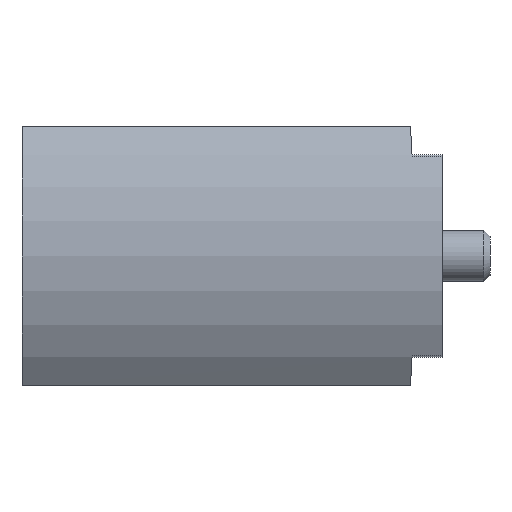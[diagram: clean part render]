
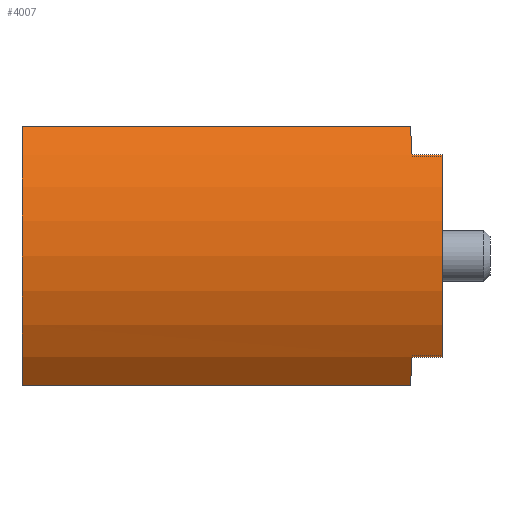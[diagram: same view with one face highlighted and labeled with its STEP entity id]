
A CAD part, left-side view. The second image highlights one B-rep face of the part: STEP entity #4007.
In plain terms, the highlighted cylindrical face has radius 3.5 mm (diameter 7 mm), a partial arc.
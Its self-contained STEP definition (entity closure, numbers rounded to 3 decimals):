
#184 = EDGE_CURVE ( 'NONE', #3376, #992, #2338, .T. ) ;
#234 = CARTESIAN_POINT ( 'NONE',  ( -3.067, 3.5, -1.686 ) ) ;
#323 = DIRECTION ( 'NONE',  ( 0., 1., 0. ) ) ;
#324 = CARTESIAN_POINT ( 'NONE',  ( -2.75, -2.975, -2.165 ) ) ;
#333 = CYLINDRICAL_SURFACE ( 'NONE', #2164, 3.5 ) ;
#410 = CARTESIAN_POINT ( 'NONE',  ( -2.75, -2.975, 2.165 ) ) ;
#430 = CARTESIAN_POINT ( 'NONE',  ( -2.869, -2.984, 2.014 ) ) ;
#574 = CARTESIAN_POINT ( 'NONE',  ( -2.75, 3.5, -2.165 ) ) ;
#657 = CARTESIAN_POINT ( 'NONE',  ( -2.75, 3.5, 2.165 ) ) ;
#685 = CARTESIAN_POINT ( 'NONE',  ( -3.067, -3.5, -1.686 ) ) ;
#720 = ORIENTED_EDGE ( 'NONE', *, *, #939, .T. ) ;
#840 = CARTESIAN_POINT ( 'NONE',  ( -3.067, -3., -1.686 ) ) ;
#882 = DIRECTION ( 'NONE',  ( 0., 0., 1. ) ) ;
#892 = CIRCLE ( 'NONE', #4176, 3.5 ) ;
#939 = EDGE_CURVE ( 'NONE', #1757, #4525, #1365, .T. ) ;
#992 = VERTEX_POINT ( 'NONE', #1775 ) ;
#1365 = LINE ( 'NONE', #2866, #2754 ) ;
#1428 = DIRECTION ( 'NONE',  ( 0., -1., 0. ) ) ;
#1468 = VECTOR ( 'NONE', #323, 1000. ) ;
#1589 = CARTESIAN_POINT ( 'NONE',  ( -3.067, -3., 1.686 ) ) ;
#1633 = AXIS2_PLACEMENT_3D ( 'NONE', #3424, #4492, #3492 ) ;
#1689 = DIRECTION ( 'NONE',  ( 0., 1., 0. ) ) ;
#1736 = EDGE_CURVE ( 'NONE', #2049, #3376, #3491, .T. ) ;
#1757 = VERTEX_POINT ( 'NONE', #574 ) ;
#1775 = CARTESIAN_POINT ( 'NONE',  ( -2.75, -2.975, 2.165 ) ) ;
#1792 = CARTESIAN_POINT ( 'NONE',  ( 0., 3.5, 0. ) ) ;
#1823 = EDGE_CURVE ( 'NONE', #3513, #4340, #2040, .T. ) ;
#1844 = LINE ( 'NONE', #657, #2263 ) ;
#2012 = CARTESIAN_POINT ( 'NONE',  ( -2.75, 3.5, 2.165 ) ) ;
#2015 = B_SPLINE_CURVE_WITH_KNOTS ( 'NONE', 3,
 ( #840, #3802, #4555, #2297 ),
 .UNSPECIFIED., .F., .F.,
 ( 4, 4 ),
 ( 0., 0.001 ),
 .UNSPECIFIED. ) ;
#2040 = LINE ( 'NONE', #234, #1468 ) ;
#2049 = VERTEX_POINT ( 'NONE', #4119 ) ;
#2116 = CARTESIAN_POINT ( 'NONE',  ( -3.067, 3.5, 1.686 ) ) ;
#2164 = AXIS2_PLACEMENT_3D ( 'NONE', #1792, #1428, #2879 ) ;
#2198 = CARTESIAN_POINT ( 'NONE',  ( -2.975, -2.992, 1.854 ) ) ;
#2263 = VECTOR ( 'NONE', #4324, 1000. ) ;
#2286 = DIRECTION ( 'NONE',  ( 0., -1., 0. ) ) ;
#2297 = CARTESIAN_POINT ( 'NONE',  ( -2.75, -2.975, -2.165 ) ) ;
#2326 = ORIENTED_EDGE ( 'NONE', *, *, #3217, .F. ) ;
#2338 = B_SPLINE_CURVE_WITH_KNOTS ( 'NONE', 3,
 ( #3748, #2198, #430, #410 ),
 .UNSPECIFIED., .F., .F.,
 ( 4, 4 ),
 ( 0., 0.001 ),
 .UNSPECIFIED. ) ;
#2360 = EDGE_LOOP ( 'NONE', ( #2326, #3309, #3952, #3563, #2580, #4087, #4607, #720 ) ) ;
#2459 = VECTOR ( 'NONE', #1689, 1000. ) ;
#2516 = EDGE_CURVE ( 'NONE', #1757, #4627, #892, .T. ) ;
#2580 = ORIENTED_EDGE ( 'NONE', *, *, #184, .T. ) ;
#2662 = EDGE_CURVE ( 'NONE', #4627, #992, #1844, .T. ) ;
#2697 = CARTESIAN_POINT ( 'NONE',  ( 0., 3.5, 0. ) ) ;
#2718 = DIRECTION ( 'NONE',  ( 0., 1., 0. ) ) ;
#2754 = VECTOR ( 'NONE', #2286, 1000. ) ;
#2769 = CIRCLE ( 'NONE', #1633, 3.5 ) ;
#2866 = CARTESIAN_POINT ( 'NONE',  ( -2.75, 3.5, -2.165 ) ) ;
#2879 = DIRECTION ( 'NONE',  ( 0., 0., -1. ) ) ;
#3217 = EDGE_CURVE ( 'NONE', #4340, #4525, #2015, .T. ) ;
#3309 = ORIENTED_EDGE ( 'NONE', *, *, #1823, .F. ) ;
#3376 = VERTEX_POINT ( 'NONE', #1589 ) ;
#3424 = CARTESIAN_POINT ( 'NONE',  ( 0., -3.5, 0. ) ) ;
#3491 = LINE ( 'NONE', #2116, #2459 ) ;
#3492 = DIRECTION ( 'NONE',  ( 0., 0., 1. ) ) ;
#3513 = VERTEX_POINT ( 'NONE', #685 ) ;
#3517 = CARTESIAN_POINT ( 'NONE',  ( -3.067, -3., -1.686 ) ) ;
#3563 = ORIENTED_EDGE ( 'NONE', *, *, #1736, .T. ) ;
#3748 = CARTESIAN_POINT ( 'NONE',  ( -3.067, -3., 1.686 ) ) ;
#3802 = CARTESIAN_POINT ( 'NONE',  ( -2.975, -2.992, -1.854 ) ) ;
#3887 = FACE_OUTER_BOUND ( 'NONE', #2360, .T. ) ;
#3952 = ORIENTED_EDGE ( 'NONE', *, *, #4127, .T. ) ;
#4007 = ADVANCED_FACE ( 'NONE', ( #3887 ), #333, .T. ) ;
#4087 = ORIENTED_EDGE ( 'NONE', *, *, #2662, .F. ) ;
#4119 = CARTESIAN_POINT ( 'NONE',  ( -3.067, -3.5, 1.686 ) ) ;
#4127 = EDGE_CURVE ( 'NONE', #3513, #2049, #2769, .T. ) ;
#4176 = AXIS2_PLACEMENT_3D ( 'NONE', #2697, #2718, #882 ) ;
#4324 = DIRECTION ( 'NONE',  ( 0., -1., 0. ) ) ;
#4340 = VERTEX_POINT ( 'NONE', #3517 ) ;
#4492 = DIRECTION ( 'NONE',  ( 0., 1., 0. ) ) ;
#4525 = VERTEX_POINT ( 'NONE', #324 ) ;
#4555 = CARTESIAN_POINT ( 'NONE',  ( -2.869, -2.984, -2.014 ) ) ;
#4607 = ORIENTED_EDGE ( 'NONE', *, *, #2516, .F. ) ;
#4627 = VERTEX_POINT ( 'NONE', #2012 ) ;
